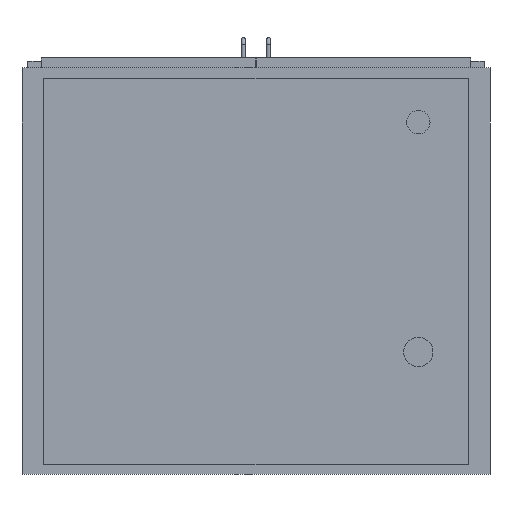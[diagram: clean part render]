
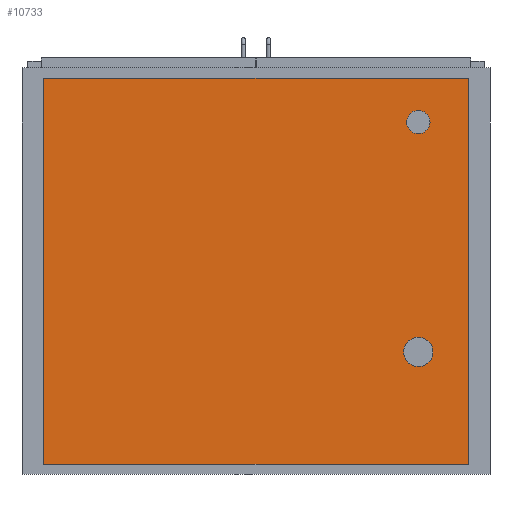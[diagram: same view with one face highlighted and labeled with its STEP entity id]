
A CAD part, front view. The second image highlights one B-rep face of the part: STEP entity #10733.
In plain terms, the highlighted planar face has unit normal (0, -1, 0).
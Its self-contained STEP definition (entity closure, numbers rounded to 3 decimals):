
#159=FACE_BOUND('',#1127,.T.);
#160=FACE_BOUND('',#1128,.T.);
#179=CIRCLE('',#11454,20.);
#181=CIRCLE('',#11458,25.);
#467=FACE_OUTER_BOUND('',#1126,.T.);
#1126=EDGE_LOOP('',(#7187,#7188,#7189,#7190));
#1127=EDGE_LOOP('',(#7191));
#1128=EDGE_LOOP('',(#7192));
#1828=LINE('',#15449,#3188);
#1830=LINE('',#15453,#3190);
#1832=LINE('',#15457,#3192);
#1834=LINE('',#15460,#3194);
#3188=VECTOR('',#12396,10.);
#3190=VECTOR('',#12400,10.);
#3192=VECTOR('',#12404,10.);
#3194=VECTOR('',#12408,10.);
#4510=VERTEX_POINT('',#15375);
#4512=VERTEX_POINT('',#15382);
#4533=VERTEX_POINT('',#15446);
#4534=VERTEX_POINT('',#15448);
#4535=VERTEX_POINT('',#15452);
#4536=VERTEX_POINT('',#15456);
#5543=EDGE_CURVE('',#4510,#4510,#179,.T.);
#5546=EDGE_CURVE('',#4512,#4512,#181,.T.);
#5576=EDGE_CURVE('',#4534,#4533,#1828,.T.);
#5578=EDGE_CURVE('',#4535,#4534,#1830,.T.);
#5580=EDGE_CURVE('',#4536,#4535,#1832,.T.);
#5582=EDGE_CURVE('',#4533,#4536,#1834,.T.);
#7187=ORIENTED_EDGE('',*,*,#5582,.T.);
#7188=ORIENTED_EDGE('',*,*,#5580,.T.);
#7189=ORIENTED_EDGE('',*,*,#5578,.T.);
#7190=ORIENTED_EDGE('',*,*,#5576,.T.);
#7191=ORIENTED_EDGE('',*,*,#5543,.T.);
#7192=ORIENTED_EDGE('',*,*,#5546,.T.);
#10174=PLANE('',#11475);
#10733=ADVANCED_FACE('',(#467,#159,#160),#10174,.T.);
#11454=AXIS2_PLACEMENT_3D('',#15377,#12330,#12331);
#11458=AXIS2_PLACEMENT_3D('',#15384,#12339,#12340);
#11475=AXIS2_PLACEMENT_3D('',#15461,#12409,#12410);
#12330=DIRECTION('center_axis',(0.,1.,0.));
#12331=DIRECTION('ref_axis',(1.,0.,0.));
#12339=DIRECTION('center_axis',(0.,1.,0.));
#12340=DIRECTION('ref_axis',(1.,0.,0.));
#12396=DIRECTION('',(1.,0.,0.));
#12400=DIRECTION('',(0.,0.,-1.));
#12404=DIRECTION('',(-1.,0.,0.));
#12408=DIRECTION('',(0.,0.,1.));
#12409=DIRECTION('center_axis',(0.,-1.,0.));
#12410=DIRECTION('ref_axis',(0.,0.,-1.));
#15375=CARTESIAN_POINT('',(257.5,-370.,255.));
#15377=CARTESIAN_POINT('Origin',(277.5,-370.,255.));
#15382=CARTESIAN_POINT('',(252.5,-370.,-138.));
#15384=CARTESIAN_POINT('Origin',(277.5,-370.,-138.));
#15446=CARTESIAN_POINT('',(362.5,-370.,-330.));
#15448=CARTESIAN_POINT('',(-362.5,-370.,-330.));
#15449=CARTESIAN_POINT('',(362.5,-370.,-330.));
#15452=CARTESIAN_POINT('',(-362.5,-370.,330.));
#15453=CARTESIAN_POINT('',(-362.5,-370.,-330.));
#15456=CARTESIAN_POINT('',(362.5,-370.,330.));
#15457=CARTESIAN_POINT('',(-362.5,-370.,330.));
#15460=CARTESIAN_POINT('',(362.5,-370.,330.));
#15461=CARTESIAN_POINT('Origin',(0.,-370.,0.));
